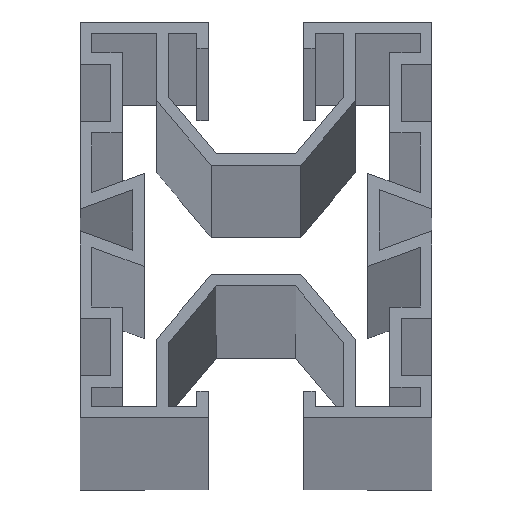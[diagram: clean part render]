
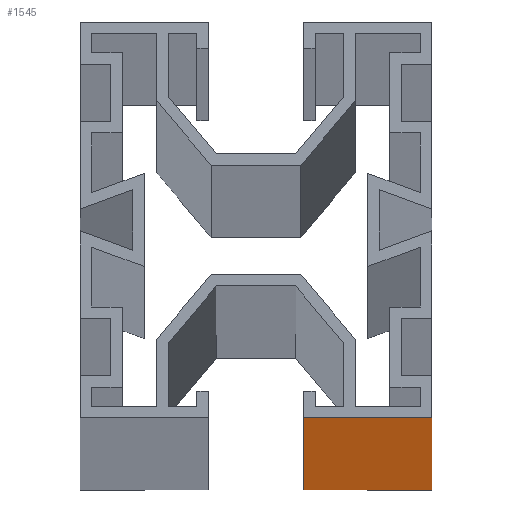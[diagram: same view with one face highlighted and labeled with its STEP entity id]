
A CAD part, top view. The second image highlights one B-rep face of the part: STEP entity #1545.
In plain terms, the highlighted planar face has unit normal (0, -1, 0).
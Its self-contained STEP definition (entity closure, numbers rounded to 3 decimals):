
#85 = VERTEX_POINT ( 'NONE', #385 ) ;
#154 = DIRECTION ( 'NONE',  ( 0., 0., -1. ) ) ;
#177 = LINE ( 'NONE', #4463, #4342 ) ;
#236 = DIRECTION ( 'NONE',  ( 0., 0., -1. ) ) ;
#275 = EDGE_LOOP ( 'NONE', ( #338, #2782, #2397, #1303 ) ) ;
#338 = ORIENTED_EDGE ( 'NONE', *, *, #1594, .F. ) ;
#385 = CARTESIAN_POINT ( 'NONE',  ( 5.425, -22.5, 2350. ) ) ;
#486 = CARTESIAN_POINT ( 'NONE',  ( 20., -22.5, 2350. ) ) ;
#487 = DIRECTION ( 'NONE',  ( 1., 0., 0. ) ) ;
#509 = CARTESIAN_POINT ( 'NONE',  ( 20., -22.5, 2350. ) ) ;
#525 = VERTEX_POINT ( 'NONE', #4197 ) ;
#592 = DIRECTION ( 'NONE',  ( 1., 0., 0. ) ) ;
#792 = VERTEX_POINT ( 'NONE', #2275 ) ;
#900 = DIRECTION ( 'NONE',  ( 0., 1., 0. ) ) ;
#990 = CARTESIAN_POINT ( 'NONE',  ( 5.425, -22.5, 2350. ) ) ;
#994 = AXIS2_PLACEMENT_3D ( 'NONE', #486, #900, #3771 ) ;
#1016 = VERTEX_POINT ( 'NONE', #3061 ) ;
#1088 = LINE ( 'NONE', #990, #3797 ) ;
#1303 = ORIENTED_EDGE ( 'NONE', *, *, #3456, .T. ) ;
#1342 = LINE ( 'NONE', #3189, #4500 ) ;
#1545 = ADVANCED_FACE ( 'NONE', ( #2996 ), #2296, .F. ) ;
#1594 = EDGE_CURVE ( 'NONE', #1016, #792, #4068, .T. ) ;
#1896 = EDGE_CURVE ( 'NONE', #85, #525, #1088, .T. ) ;
#2275 = CARTESIAN_POINT ( 'NONE',  ( 20., -22.5, -2350. ) ) ;
#2296 = PLANE ( 'NONE',  #994 ) ;
#2397 = ORIENTED_EDGE ( 'NONE', *, *, #1896, .T. ) ;
#2574 = EDGE_CURVE ( 'NONE', #85, #1016, #177, .T. ) ;
#2782 = ORIENTED_EDGE ( 'NONE', *, *, #2574, .F. ) ;
#2996 = FACE_OUTER_BOUND ( 'NONE', #275, .T. ) ;
#3061 = CARTESIAN_POINT ( 'NONE',  ( 20., -22.5, 2350. ) ) ;
#3189 = CARTESIAN_POINT ( 'NONE',  ( 20., -22.5, -2350. ) ) ;
#3199 = VECTOR ( 'NONE', #154, 1000. ) ;
#3456 = EDGE_CURVE ( 'NONE', #525, #792, #1342, .T. ) ;
#3771 = DIRECTION ( 'NONE',  ( -1., 0., 0. ) ) ;
#3797 = VECTOR ( 'NONE', #236, 1000. ) ;
#4068 = LINE ( 'NONE', #509, #3199 ) ;
#4197 = CARTESIAN_POINT ( 'NONE',  ( 5.425, -22.5, -2350. ) ) ;
#4342 = VECTOR ( 'NONE', #487, 1000. ) ;
#4463 = CARTESIAN_POINT ( 'NONE',  ( 16.868, -22.5, 2350. ) ) ;
#4500 = VECTOR ( 'NONE', #592, 1000. ) ;
